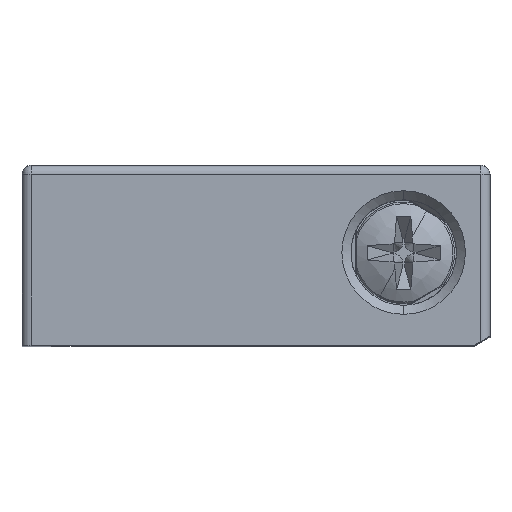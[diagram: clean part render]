
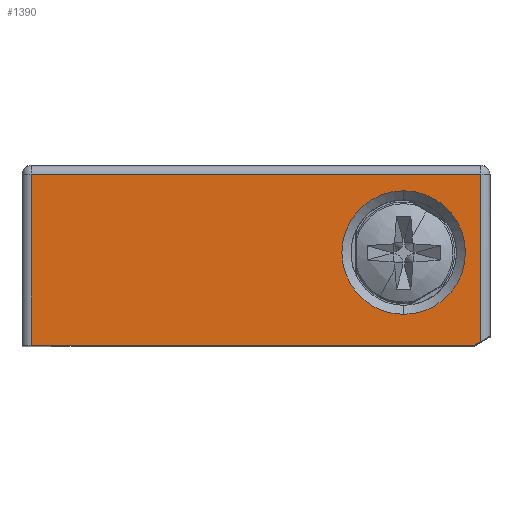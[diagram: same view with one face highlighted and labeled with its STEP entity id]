
A CAD part, top view. The second image highlights one B-rep face of the part: STEP entity #1390.
In plain terms, the highlighted planar face has unit normal (0, 0, 1).
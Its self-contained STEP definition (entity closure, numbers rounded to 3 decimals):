
#1344=AXIS2_PLACEMENT_3D('Plane Axis2P3D',#1341,#1342,#1343) ;
#1374=AXIS2_PLACEMENT_3D('Circle Axis2P3D',#1372,#1373,$) ;
#1383=AXIS2_PLACEMENT_3D('Circle Axis2P3D',#1381,#1382,$) ;
#218=CARTESIAN_POINT('Vertex',(0.5,9.4,45.2)) ;
#580=CARTESIAN_POINT('Vertex',(0.5,0.,45.2)) ;
#583=CARTESIAN_POINT('Line Origine',(0.5,4.95,45.2)) ;
#815=CARTESIAN_POINT('Line Origine',(12.875,9.4,45.2)) ;
#819=CARTESIAN_POINT('Vertex',(25.25,9.4,45.2)) ;
#1341=CARTESIAN_POINT('Axis2P3D Location',(11.75,0.,45.2)) ;
#1346=CARTESIAN_POINT('Line Origine',(12.692,0.,45.2)) ;
#1350=CARTESIAN_POINT('Vertex',(24.884,0.,45.2)) ;
#1353=CARTESIAN_POINT('Line Origine',(25.067,0.106,45.2)) ;
#1357=CARTESIAN_POINT('Vertex',(25.25,0.211,45.2)) ;
#1360=CARTESIAN_POINT('Line Origine',(25.25,4.806,45.2)) ;
#1372=CARTESIAN_POINT('Axis2P3D Location',(21.,5.1,45.2)) ;
#1376=CARTESIAN_POINT('Vertex',(21.,8.5,45.2)) ;
#1378=CARTESIAN_POINT('Vertex',(21.,1.7,45.2)) ;
#1381=CARTESIAN_POINT('Axis2P3D Location',(21.,5.1,45.2)) ;
#584=DIRECTION('Vector Direction',(0.,-1.,0.)) ;
#816=DIRECTION('Vector Direction',(1.,0.,0.)) ;
#1342=DIRECTION('Axis2P3D Direction',(0.,-0.,1.)) ;
#1343=DIRECTION('Axis2P3D XDirection',(0.,1.,0.)) ;
#1347=DIRECTION('Vector Direction',(1.,0.,0.)) ;
#1354=DIRECTION('Vector Direction',(0.866,0.5,0.)) ;
#1361=DIRECTION('Vector Direction',(0.,-1.,0.)) ;
#1373=DIRECTION('Axis2P3D Direction',(0.,-0.,1.)) ;
#1382=DIRECTION('Axis2P3D Direction',(0.,-0.,1.)) ;
#585=VECTOR('Line Direction',#584,1.) ;
#817=VECTOR('Line Direction',#816,1.) ;
#1348=VECTOR('Line Direction',#1347,1.) ;
#1355=VECTOR('Line Direction',#1354,1.) ;
#1362=VECTOR('Line Direction',#1361,1.) ;
#1366=ORIENTED_EDGE('',*,*,#587,.T.) ;
#1367=ORIENTED_EDGE('',*,*,#1352,.T.) ;
#1368=ORIENTED_EDGE('',*,*,#1359,.F.) ;
#1369=ORIENTED_EDGE('',*,*,#1364,.T.) ;
#1370=ORIENTED_EDGE('',*,*,#821,.F.) ;
#1387=ORIENTED_EDGE('',*,*,#1380,.F.) ;
#1388=ORIENTED_EDGE('',*,*,#1385,.F.) ;
#1389=FACE_BOUND('',#1386,.T.) ;
#1390=ADVANCED_FACE('Hauptk\X2\00F6\X0\rper',(#1371,#1389),#1345,.T.) ;
#1375=CIRCLE('generated circle',#1374,3.4) ;
#1384=CIRCLE('generated circle',#1383,3.4) ;
#587=EDGE_CURVE('',#219,#581,#586,.T.) ;
#821=EDGE_CURVE('',#219,#820,#818,.T.) ;
#1352=EDGE_CURVE('',#581,#1351,#1349,.T.) ;
#1359=EDGE_CURVE('',#1358,#1351,#1356,.F.) ;
#1364=EDGE_CURVE('',#1358,#820,#1363,.F.) ;
#1380=EDGE_CURVE('',#1377,#1379,#1375,.T.) ;
#1385=EDGE_CURVE('',#1379,#1377,#1384,.T.) ;
#1365=EDGE_LOOP('',(#1366,#1367,#1368,#1369,#1370)) ;
#1386=EDGE_LOOP('',(#1387,#1388)) ;
#1371=FACE_OUTER_BOUND('',#1365,.T.) ;
#586=LINE('Line',#583,#585) ;
#818=LINE('Line',#815,#817) ;
#1349=LINE('Line',#1346,#1348) ;
#1356=LINE('Line',#1353,#1355) ;
#1363=LINE('Line',#1360,#1362) ;
#1345=PLANE('',#1344) ;
#219=VERTEX_POINT('',#218) ;
#581=VERTEX_POINT('',#580) ;
#820=VERTEX_POINT('',#819) ;
#1351=VERTEX_POINT('',#1350) ;
#1358=VERTEX_POINT('',#1357) ;
#1377=VERTEX_POINT('',#1376) ;
#1379=VERTEX_POINT('',#1378) ;
